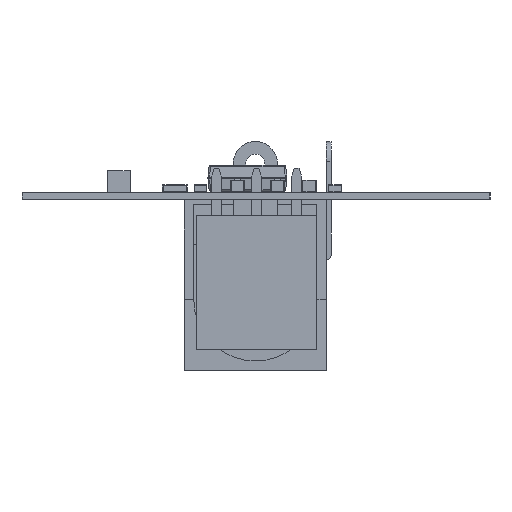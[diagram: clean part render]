
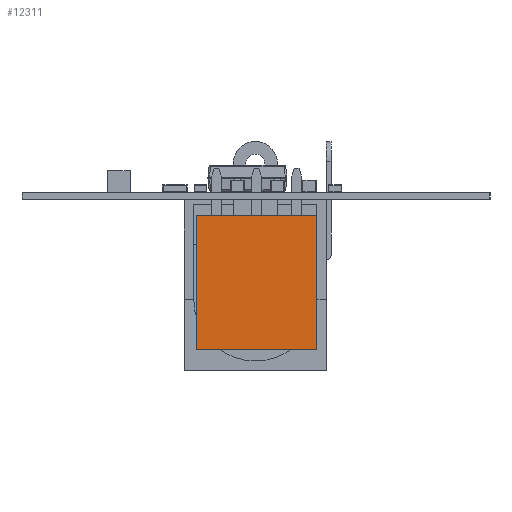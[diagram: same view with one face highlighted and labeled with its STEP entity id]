
A CAD part, left-side view. The second image highlights one B-rep face of the part: STEP entity #12311.
In plain terms, the highlighted face is planar.
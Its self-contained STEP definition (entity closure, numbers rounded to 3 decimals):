
#12311 = ADVANCED_FACE('',(#12312),#12346,.T.);
#12312 = FACE_BOUND('',#12313,.T.);
#12313 = EDGE_LOOP('',(#12314,#12324,#12332,#12340));
#12314 = ORIENTED_EDGE('',*,*,#12315,.T.);
#12315 = EDGE_CURVE('',#12316,#12318,#12320,.T.);
#12316 = VERTEX_POINT('',#12317);
#12317 = CARTESIAN_POINT('',(7.62,7.75,-2.54));
#12318 = VERTEX_POINT('',#12319);
#12319 = CARTESIAN_POINT('',(7.62,-0.75,-2.54));
#12320 = LINE('',#12321,#12322);
#12321 = CARTESIAN_POINT('',(7.62,0.,-2.54));
#12322 = VECTOR('',#12323,1.);
#12323 = DIRECTION('',(0.,-1.,0.));
#12324 = ORIENTED_EDGE('',*,*,#12325,.T.);
#12325 = EDGE_CURVE('',#12318,#12326,#12328,.T.);
#12326 = VERTEX_POINT('',#12327);
#12327 = CARTESIAN_POINT('',(0.,-0.75,-2.54));
#12328 = LINE('',#12329,#12330);
#12329 = CARTESIAN_POINT('',(7.62,-0.75,-2.54));
#12330 = VECTOR('',#12331,1.);
#12331 = DIRECTION('',(-1.,0.,0.));
#12332 = ORIENTED_EDGE('',*,*,#12333,.T.);
#12333 = EDGE_CURVE('',#12326,#12334,#12336,.T.);
#12334 = VERTEX_POINT('',#12335);
#12335 = CARTESIAN_POINT('',(0.,7.75,-2.54));
#12336 = LINE('',#12337,#12338);
#12337 = CARTESIAN_POINT('',(0.,0.,-2.54));
#12338 = VECTOR('',#12339,1.);
#12339 = DIRECTION('',(0.,1.,0.));
#12340 = ORIENTED_EDGE('',*,*,#12341,.T.);
#12341 = EDGE_CURVE('',#12334,#12316,#12342,.T.);
#12342 = LINE('',#12343,#12344);
#12343 = CARTESIAN_POINT('',(7.62,7.75,-2.54));
#12344 = VECTOR('',#12345,1.);
#12345 = DIRECTION('',(1.,0.,0.));
#12346 = PLANE('',#12347);
#12347 = AXIS2_PLACEMENT_3D('',#12348,#12349,#12350);
#12348 = CARTESIAN_POINT('',(7.62,0.,-2.54));
#12349 = DIRECTION('',(0.,0.,-1.));
#12350 = DIRECTION('',(-1.,0.,0.));
